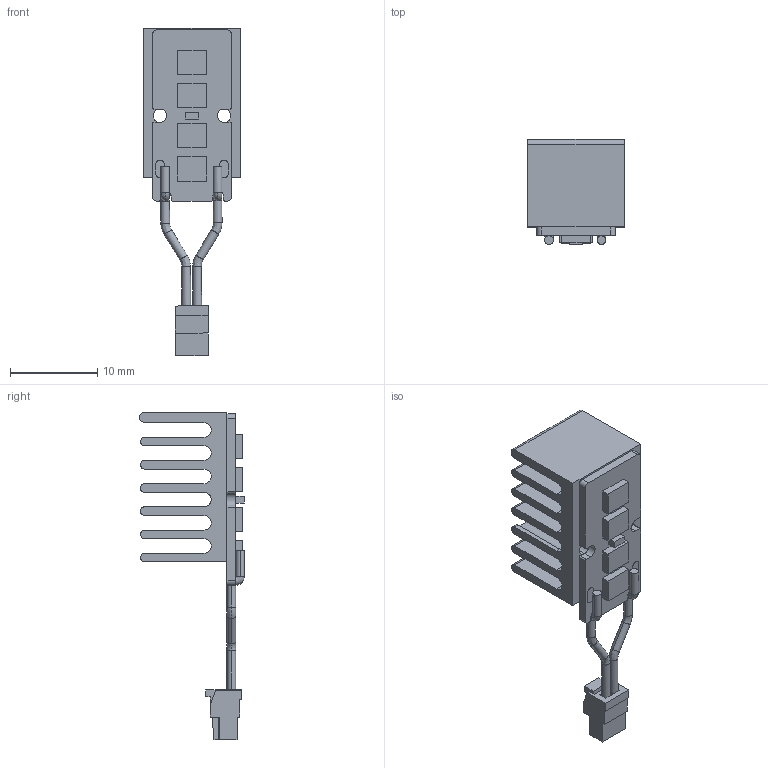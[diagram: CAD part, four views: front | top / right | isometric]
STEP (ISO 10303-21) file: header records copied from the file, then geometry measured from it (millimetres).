
FILE_DESCRIPTION (( 'STEP AP203' ), '1' );
FILE_NAME ('UV_Light_Panel.STEP', '2020-03-13T09:06:56', ( 'a' ), ( 'Microsoft' ), 'SwSTEP 2.0', 'SolidWorks 2016', '' );
FILE_SCHEMA (( 'CONFIG_CONTROL_DESIGN' ));
Length unit declared in the file: millimetre
Products named in the file (4): 1; 2; 3; UV_Light_Panel
Assembly tree (3 placements, depth 2):
  UV_Light_Panel
    1
    2
    3
Bounding box: 11 x 12 x 37.49 mm (x, y, z)
Volume: 1223.5 mm3; surface area: 2507.3 mm2
Topology: 3 solids, 3 shells, 215 faces, 566 edges, 356 vertices
Faces by surface type: plane 128, cylinder 71, bspline 12, torus 4
Entity records: 7260 total; most frequent: CARTESIAN_POINT 1521, DIRECTION 1118, ORIENTED_EDGE 1116, EDGE_CURVE 558, VECTOR 388, LINE 388, AXIS2_PLACEMENT_3D 365, VERTEX_POINT 356
